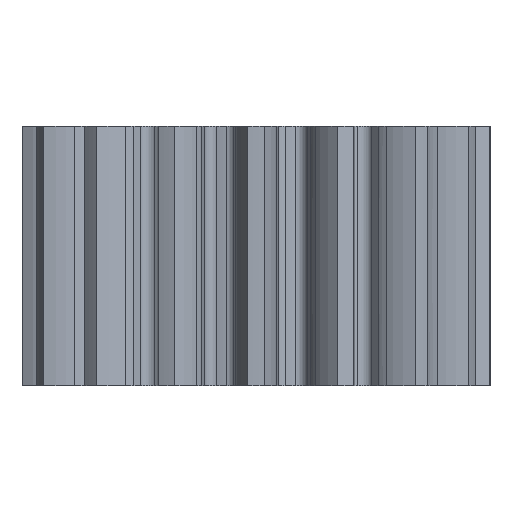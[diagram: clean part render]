
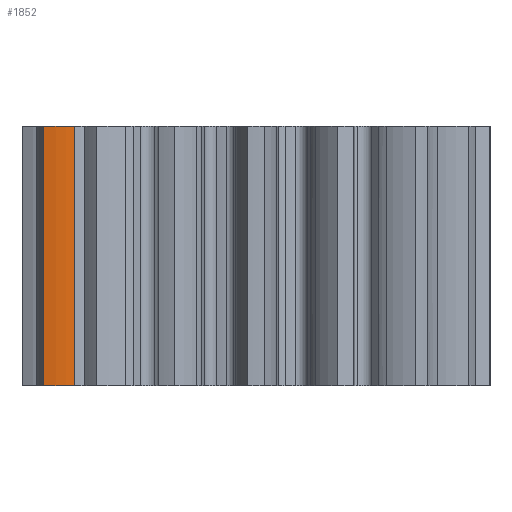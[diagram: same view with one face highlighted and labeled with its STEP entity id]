
A CAD part, left-side view. The second image highlights one B-rep face of the part: STEP entity #1852.
In plain terms, the highlighted face is a extrusion surface.
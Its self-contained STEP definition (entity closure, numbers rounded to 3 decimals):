
#1825 = VERTEX_POINT('',#1826);
#1826 = CARTESIAN_POINT('',(-5.624,12.273,15.));
#1833 = EDGE_CURVE('',#1834,#1825,#1836,.T.);
#1834 = VERTEX_POINT('',#1835);
#1835 = CARTESIAN_POINT('',(-5.624,12.273,0.));
#1836 = LINE('',#1837,#1838);
#1837 = CARTESIAN_POINT('',(-5.624,12.273,0.));
#1838 = VECTOR('',#1839,1.);
#1839 = DIRECTION('',(0.,0.,1.));
#1852 = ADVANCED_FACE('',(#1853),#1880,.F.);
#1853 = FACE_BOUND('',#1854,.F.);
#1854 = EDGE_LOOP('',(#1855,#1856,#1865,#1873));
#1855 = ORIENTED_EDGE('',*,*,#1833,.T.);
#1856 = ORIENTED_EDGE('',*,*,#1857,.T.);
#1857 = EDGE_CURVE('',#1825,#1858,#1860,.T.);
#1858 = VERTEX_POINT('',#1859);
#1859 = CARTESIAN_POINT('',(-5.639,10.467,15.));
#1860 = B_SPLINE_CURVE_WITH_KNOTS('',3,(#1861,#1862,#1863,#1864),
  .UNSPECIFIED.,.F.,.F.,(4,4),(0.,1.),.PIECEWISE_BEZIER_KNOTS.);
#1861 = CARTESIAN_POINT('',(-5.624,12.273,15.));
#1862 = CARTESIAN_POINT('',(-5.746,11.472,15.));
#1863 = CARTESIAN_POINT('',(-5.708,10.87,15.));
#1864 = CARTESIAN_POINT('',(-5.639,10.467,15.));
#1865 = ORIENTED_EDGE('',*,*,#1866,.F.);
#1866 = EDGE_CURVE('',#1867,#1858,#1869,.T.);
#1867 = VERTEX_POINT('',#1868);
#1868 = CARTESIAN_POINT('',(-5.639,10.467,0.));
#1869 = LINE('',#1870,#1871);
#1870 = CARTESIAN_POINT('',(-5.639,10.467,0.));
#1871 = VECTOR('',#1872,1.);
#1872 = DIRECTION('',(0.,0.,1.));
#1873 = ORIENTED_EDGE('',*,*,#1874,.F.);
#1874 = EDGE_CURVE('',#1834,#1867,#1875,.T.);
#1875 = B_SPLINE_CURVE_WITH_KNOTS('',3,(#1876,#1877,#1878,#1879),
  .UNSPECIFIED.,.F.,.F.,(4,4),(0.,1.),.PIECEWISE_BEZIER_KNOTS.);
#1876 = CARTESIAN_POINT('',(-5.624,12.273,0.));
#1877 = CARTESIAN_POINT('',(-5.746,11.472,0.));
#1878 = CARTESIAN_POINT('',(-5.708,10.87,0.));
#1879 = CARTESIAN_POINT('',(-5.639,10.467,0.));
#1880 = SURFACE_OF_LINEAR_EXTRUSION('',#1881,#1886);
#1881 = B_SPLINE_CURVE_WITH_KNOTS('',3,(#1882,#1883,#1884,#1885),
  .UNSPECIFIED.,.F.,.F.,(4,4),(0.,1.),.PIECEWISE_BEZIER_KNOTS.);
#1882 = CARTESIAN_POINT('',(-5.624,12.273,0.));
#1883 = CARTESIAN_POINT('',(-5.746,11.472,0.));
#1884 = CARTESIAN_POINT('',(-5.708,10.87,0.));
#1885 = CARTESIAN_POINT('',(-5.639,10.467,0.));
#1886 = VECTOR('',#1887,1.);
#1887 = DIRECTION('',(-0.,-0.,-1.));
